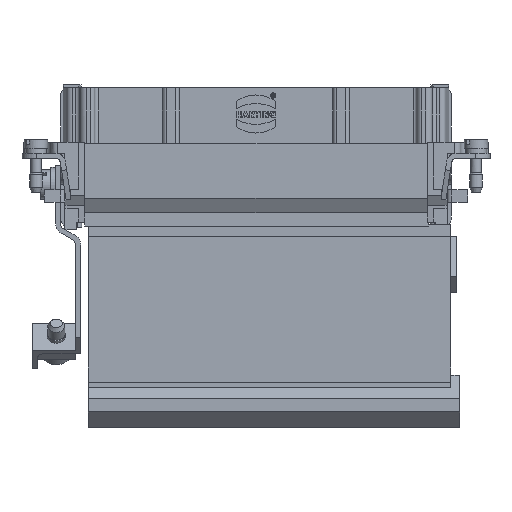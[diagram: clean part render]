
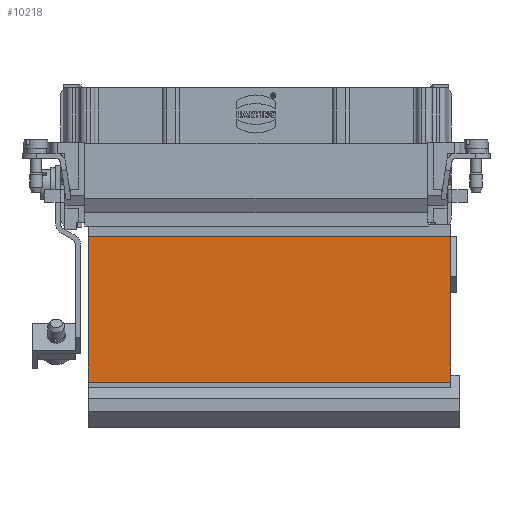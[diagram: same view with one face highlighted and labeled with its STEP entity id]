
A CAD part, front view. The second image highlights one B-rep face of the part: STEP entity #10218.
In plain terms, the highlighted planar face has unit normal (0, -1, 0).
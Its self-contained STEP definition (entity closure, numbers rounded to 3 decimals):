
#8787=FACE_OUTER_BOUND('',#13402,.T.);
#10218=ADVANCED_FACE('',(#8787),#11481,.T.);
#11481=PLANE('',#36337);
#13402=EDGE_LOOP('',(#16806,#16807,#16808,#16809));
#16806=ORIENTED_EDGE('',*,*,#24339,.F.);
#16807=ORIENTED_EDGE('',*,*,#25121,.F.);
#16808=ORIENTED_EDGE('',*,*,#25122,.F.);
#16809=ORIENTED_EDGE('',*,*,#25119,.T.);
#21970=VERTEX_POINT('',#46478);
#21971=VERTEX_POINT('',#46480);
#22512=VERTEX_POINT('',#48502);
#22513=VERTEX_POINT('',#48506);
#24339=EDGE_CURVE('',#21970,#21971,#29165,.T.);
#25119=EDGE_CURVE('',#22512,#21971,#29722,.T.);
#25121=EDGE_CURVE('',#22513,#21970,#29724,.T.);
#25122=EDGE_CURVE('',#22512,#22513,#29725,.T.);
#29165=LINE('',#46479,#31852);
#29722=LINE('',#48501,#32409);
#29724=LINE('',#48505,#32411);
#29725=LINE('',#48507,#32412);
#31852=VECTOR('',#38704,1.);
#32409=VECTOR('',#40277,1.);
#32411=VECTOR('',#40281,1.);
#32412=VECTOR('',#40282,1.);
#36337=AXIS2_PLACEMENT_3D('',#48508,#40283,#40284);
#38704=DIRECTION('',(0.,0.,1.));
#40277=DIRECTION('',(-1.,0.,0.));
#40281=DIRECTION('',(-1.,0.,0.));
#40282=DIRECTION('',(0.,0.,-1.));
#40283=DIRECTION('',(0.,-1.,0.));
#40284=DIRECTION('',(0.,0.,-1.));
#46478=CARTESIAN_POINT('',(-39.6,-16.9,-52.869));
#46479=CARTESIAN_POINT('',(-39.6,-16.9,-52.369));
#46480=CARTESIAN_POINT('',(-39.6,-16.9,-18.369));
#48501=CARTESIAN_POINT('',(40.45,-16.9,-18.369));
#48502=CARTESIAN_POINT('',(46.,-16.9,-18.369));
#48505=CARTESIAN_POINT('',(40.45,-16.9,-52.869));
#48506=CARTESIAN_POINT('',(46.,-16.9,-52.869));
#48507=CARTESIAN_POINT('',(46.,-16.9,-18.869));
#48508=CARTESIAN_POINT('',(40.45,-16.9,-52.369));
